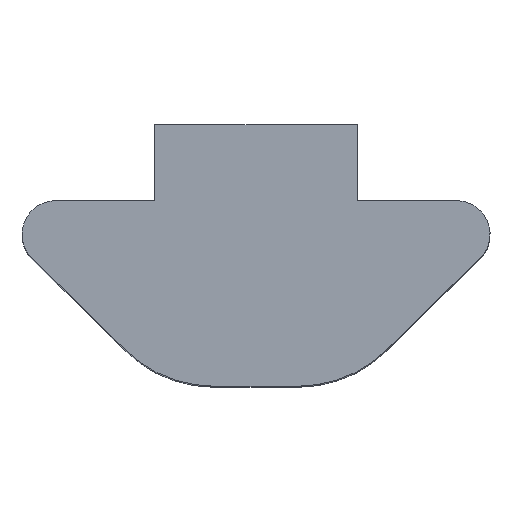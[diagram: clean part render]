
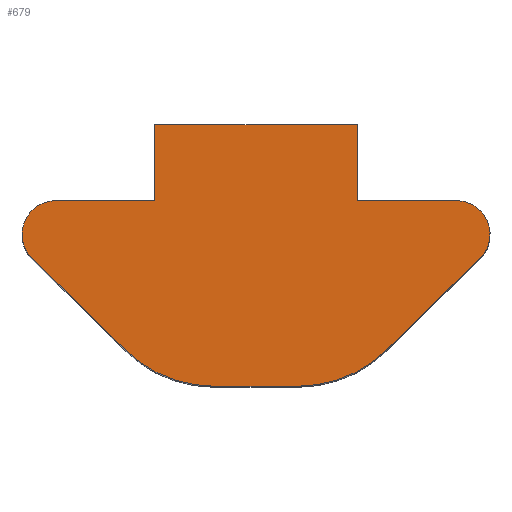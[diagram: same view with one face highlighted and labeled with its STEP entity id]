
A CAD part, top view. The second image highlights one B-rep face of the part: STEP entity #679.
In plain terms, the highlighted planar face has unit normal (0, 0, 1).
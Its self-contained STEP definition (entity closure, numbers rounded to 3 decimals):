
#2 = EDGE_CURVE ( 'NONE', #48, #1024, #182, .T. ) ;
#4 = DIRECTION ( 'NONE',  ( -1., 0., 0. ) ) ;
#13 = CARTESIAN_POINT ( 'NONE',  ( -2.4, 1.3, 15. ) ) ;
#19 = CARTESIAN_POINT ( 'NONE',  ( 1., -0.1, 15. ) ) ;
#31 = CARTESIAN_POINT ( 'NONE',  ( 1., -3.1, 15. ) ) ;
#48 = VERTEX_POINT ( 'NONE', #732 ) ;
#51 = VERTEX_POINT ( 'NONE', #523 ) ;
#54 = DIRECTION ( 'NONE',  ( 1., 0., 0. ) ) ;
#65 = CARTESIAN_POINT ( 'NONE',  ( -5.311, -0.071, 15. ) ) ;
#73 = EDGE_CURVE ( 'NONE', #717, #276, #279, .T. ) ;
#81 = VERTEX_POINT ( 'NONE', #506 ) ;
#86 = CIRCLE ( 'NONE', #804, 3. ) ;
#87 = EDGE_LOOP ( 'NONE', ( #861, #244, #438, #637, #530, #940, #277, #939, #460, #406, #505, #165, #251 ) ) ;
#108 = CARTESIAN_POINT ( 'NONE',  ( -4.75, 0.5, 15. ) ) ;
#128 = DIRECTION ( 'NONE',  ( -1., 0., 0. ) ) ;
#137 = VECTOR ( 'NONE', #898, 1000. ) ;
#152 = AXIS2_PLACEMENT_3D ( 'NONE', #220, #773, #633 ) ;
#162 = CARTESIAN_POINT ( 'NONE',  ( -2.4, 1.3, 15. ) ) ;
#165 = ORIENTED_EDGE ( 'NONE', *, *, #787, .T. ) ;
#171 = DIRECTION ( 'NONE',  ( 0., -1., 0. ) ) ;
#182 = LINE ( 'NONE', #162, #713 ) ;
#191 = CARTESIAN_POINT ( 'NONE',  ( -3.102, -2.24, 15. ) ) ;
#205 = DIRECTION ( 'NONE',  ( 0., 0., 1. ) ) ;
#219 = DIRECTION ( 'NONE',  ( 0., 0., 1. ) ) ;
#220 = CARTESIAN_POINT ( 'NONE',  ( 4.75, 0.5, 15. ) ) ;
#229 = DIRECTION ( 'NONE',  ( 0.713, -0.701, 0. ) ) ;
#244 = ORIENTED_EDGE ( 'NONE', *, *, #561, .T. ) ;
#249 = LINE ( 'NONE', #336, #752 ) ;
#251 = ORIENTED_EDGE ( 'NONE', *, *, #720, .T. ) ;
#265 = FACE_OUTER_BOUND ( 'NONE', #87, .T. ) ;
#276 = VERTEX_POINT ( 'NONE', #695 ) ;
#277 = ORIENTED_EDGE ( 'NONE', *, *, #455, .T. ) ;
#279 = CIRCLE ( 'NONE', #1020, 3. ) ;
#292 = CARTESIAN_POINT ( 'NONE',  ( 2.4, 3.1, 15. ) ) ;
#296 = CARTESIAN_POINT ( 'NONE',  ( -1., -3.1, 15. ) ) ;
#325 = CIRCLE ( 'NONE', #941, 0.8 ) ;
#329 = AXIS2_PLACEMENT_3D ( 'NONE', #108, #651, #4 ) ;
#336 = CARTESIAN_POINT ( 'NONE',  ( 5.311, -0.071, 15. ) ) ;
#343 = CARTESIAN_POINT ( 'NONE',  ( -4.75, 1.3, 15. ) ) ;
#349 = LINE ( 'NONE', #450, #793 ) ;
#361 = DIRECTION ( 'NONE',  ( 0., 0., 1. ) ) ;
#371 = AXIS2_PLACEMENT_3D ( 'NONE', #981, #361, #464 ) ;
#379 = PLANE ( 'NONE',  #371 ) ;
#380 = CARTESIAN_POINT ( 'NONE',  ( 2.4, 1.3, 15. ) ) ;
#390 = EDGE_CURVE ( 'NONE', #582, #51, #325, .T. ) ;
#397 = LINE ( 'NONE', #986, #786 ) ;
#406 = ORIENTED_EDGE ( 'NONE', *, *, #944, .T. ) ;
#434 = EDGE_CURVE ( 'NONE', #51, #791, #486, .T. ) ;
#438 = ORIENTED_EDGE ( 'NONE', *, *, #503, .T. ) ;
#444 = CARTESIAN_POINT ( 'NONE',  ( 2.4, 1.3, 15. ) ) ;
#450 = CARTESIAN_POINT ( 'NONE',  ( 4.75, 1.3, 15. ) ) ;
#455 = EDGE_CURVE ( 'NONE', #858, #717, #876, .T. ) ;
#460 = ORIENTED_EDGE ( 'NONE', *, *, #540, .T. ) ;
#464 = DIRECTION ( 'NONE',  ( 1., 0., 0. ) ) ;
#486 = LINE ( 'NONE', #65, #699 ) ;
#503 = EDGE_CURVE ( 'NONE', #1013, #582, #1028, .T. ) ;
#505 = ORIENTED_EDGE ( 'NONE', *, *, #819, .T. ) ;
#506 = CARTESIAN_POINT ( 'NONE',  ( 5.311, -0.071, 15. ) ) ;
#516 = CARTESIAN_POINT ( 'NONE',  ( 4.75, 1.3, 15. ) ) ;
#523 = CARTESIAN_POINT ( 'NONE',  ( -5.311, -0.071, 15. ) ) ;
#530 = ORIENTED_EDGE ( 'NONE', *, *, #434, .T. ) ;
#540 = EDGE_CURVE ( 'NONE', #276, #81, #249, .T. ) ;
#561 = EDGE_CURVE ( 'NONE', #1024, #1013, #1003, .T. ) ;
#582 = VERTEX_POINT ( 'NONE', #815 ) ;
#612 = CARTESIAN_POINT ( 'NONE',  ( -1., -3.1, 15. ) ) ;
#633 = DIRECTION ( 'NONE',  ( 1., 0., 0. ) ) ;
#637 = ORIENTED_EDGE ( 'NONE', *, *, #390, .T. ) ;
#651 = DIRECTION ( 'NONE',  ( 0., 0., 1. ) ) ;
#659 = DIRECTION ( 'NONE',  ( 0., 0., 1. ) ) ;
#662 = CARTESIAN_POINT ( 'NONE',  ( -4.75, 1.3, 15. ) ) ;
#663 = DIRECTION ( 'NONE',  ( 0.713, 0.701, 0. ) ) ;
#679 = ADVANCED_FACE ( 'NONE', ( #265 ), #379, .T. ) ;
#685 = DIRECTION ( 'NONE',  ( -1., 0., 0. ) ) ;
#695 = CARTESIAN_POINT ( 'NONE',  ( 3.102, -2.24, 15. ) ) ;
#699 = VECTOR ( 'NONE', #229, 1000. ) ;
#713 = VECTOR ( 'NONE', #171, 1000. ) ;
#717 = VERTEX_POINT ( 'NONE', #31 ) ;
#720 = EDGE_CURVE ( 'NONE', #877, #48, #397, .T. ) ;
#732 = CARTESIAN_POINT ( 'NONE',  ( -2.4, 3.1, 15. ) ) ;
#740 = CIRCLE ( 'NONE', #152, 0.8 ) ;
#747 = DIRECTION ( 'NONE',  ( -1., 0., 0. ) ) ;
#752 = VECTOR ( 'NONE', #663, 1000. ) ;
#761 = CARTESIAN_POINT ( 'NONE',  ( -1., -0.1, 15. ) ) ;
#773 = DIRECTION ( 'NONE',  ( 0., 0., 1. ) ) ;
#780 = DIRECTION ( 'NONE',  ( -1., 0., 0. ) ) ;
#786 = VECTOR ( 'NONE', #128, 1000. ) ;
#787 = EDGE_CURVE ( 'NONE', #931, #877, #862, .T. ) ;
#791 = VERTEX_POINT ( 'NONE', #191 ) ;
#793 = VECTOR ( 'NONE', #747, 1000. ) ;
#802 = VERTEX_POINT ( 'NONE', #516 ) ;
#804 = AXIS2_PLACEMENT_3D ( 'NONE', #761, #205, #685 ) ;
#815 = CARTESIAN_POINT ( 'NONE',  ( -5.55, 0.5, 15. ) ) ;
#817 = DIRECTION ( 'NONE',  ( 0., 1., 0. ) ) ;
#819 = EDGE_CURVE ( 'NONE', #802, #931, #349, .T. ) ;
#858 = VERTEX_POINT ( 'NONE', #612 ) ;
#861 = ORIENTED_EDGE ( 'NONE', *, *, #2, .T. ) ;
#862 = LINE ( 'NONE', #444, #880 ) ;
#876 = LINE ( 'NONE', #296, #934 ) ;
#877 = VERTEX_POINT ( 'NONE', #292 ) ;
#880 = VECTOR ( 'NONE', #817, 1000. ) ;
#886 = EDGE_CURVE ( 'NONE', #791, #858, #86, .T. ) ;
#894 = DIRECTION ( 'NONE',  ( 1., 0., 0. ) ) ;
#898 = DIRECTION ( 'NONE',  ( -1., 0., 0. ) ) ;
#928 = CARTESIAN_POINT ( 'NONE',  ( -4.75, 0.5, 15. ) ) ;
#931 = VERTEX_POINT ( 'NONE', #380 ) ;
#934 = VECTOR ( 'NONE', #54, 1000. ) ;
#939 = ORIENTED_EDGE ( 'NONE', *, *, #73, .T. ) ;
#940 = ORIENTED_EDGE ( 'NONE', *, *, #886, .T. ) ;
#941 = AXIS2_PLACEMENT_3D ( 'NONE', #928, #219, #780 ) ;
#944 = EDGE_CURVE ( 'NONE', #81, #802, #740, .T. ) ;
#981 = CARTESIAN_POINT ( 'NONE',  ( 4.75, 0.5, 15. ) ) ;
#986 = CARTESIAN_POINT ( 'NONE',  ( -2.4, 3.1, 15. ) ) ;
#1003 = LINE ( 'NONE', #343, #137 ) ;
#1013 = VERTEX_POINT ( 'NONE', #662 ) ;
#1020 = AXIS2_PLACEMENT_3D ( 'NONE', #19, #659, #894 ) ;
#1024 = VERTEX_POINT ( 'NONE', #13 ) ;
#1028 = CIRCLE ( 'NONE', #329, 0.8 ) ;
